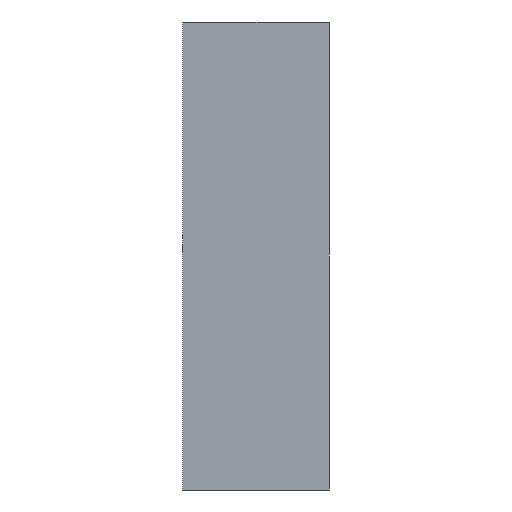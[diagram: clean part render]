
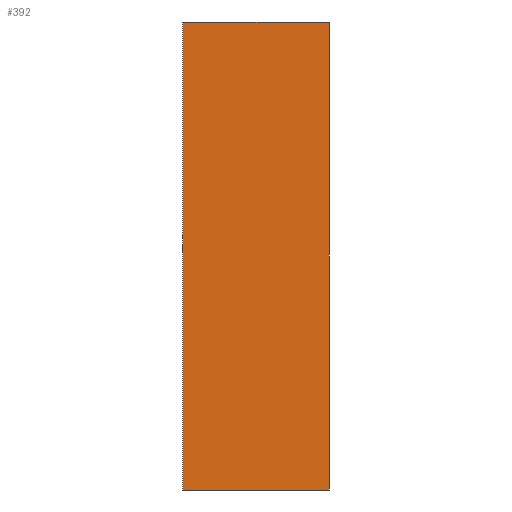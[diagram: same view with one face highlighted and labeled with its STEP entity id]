
A CAD part, left-side view. The second image highlights one B-rep face of the part: STEP entity #392.
In plain terms, the highlighted planar face has unit normal (-1, 0, 0).
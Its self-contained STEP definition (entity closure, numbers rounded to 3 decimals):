
#7 = EDGE_CURVE ( 'NONE', #495, #396, #250, .T. ) ;
#25 = EDGE_LOOP ( 'NONE', ( #276, #272, #191, #465 ) ) ;
#72 = FACE_OUTER_BOUND ( 'NONE', #25, .T. ) ;
#80 = VERTEX_POINT ( 'NONE', #407 ) ;
#95 = LINE ( 'NONE', #285, #186 ) ;
#97 = CARTESIAN_POINT ( 'NONE',  ( -1.6, -0.001, 0.8 ) ) ;
#101 = DIRECTION ( 'NONE',  ( 0., -1., 0. ) ) ;
#106 = CARTESIAN_POINT ( 'NONE',  ( -1.6, -0.001, 0.8 ) ) ;
#117 = VECTOR ( 'NONE', #101, 1000. ) ;
#142 = CARTESIAN_POINT ( 'NONE',  ( -1.6, 0.5, 0.8 ) ) ;
#154 = VECTOR ( 'NONE', #369, 1000. ) ;
#181 = DIRECTION ( 'NONE',  ( 0., 0., -1. ) ) ;
#186 = VECTOR ( 'NONE', #211, 1000. ) ;
#188 = CARTESIAN_POINT ( 'NONE',  ( -1.6, 0.5, 0.8 ) ) ;
#191 = ORIENTED_EDGE ( 'NONE', *, *, #448, .F. ) ;
#211 = DIRECTION ( 'NONE',  ( 0., -1., 0. ) ) ;
#213 = LINE ( 'NONE', #323, #117 ) ;
#250 = LINE ( 'NONE', #188, #154 ) ;
#252 = PLANE ( 'NONE',  #411 ) ;
#267 = VECTOR ( 'NONE', #290, 1000. ) ;
#272 = ORIENTED_EDGE ( 'NONE', *, *, #393, .F. ) ;
#276 = ORIENTED_EDGE ( 'NONE', *, *, #340, .T. ) ;
#285 = CARTESIAN_POINT ( 'NONE',  ( -1.6, 0.5, -0.8 ) ) ;
#290 = DIRECTION ( 'NONE',  ( 0., 0., -1. ) ) ;
#323 = CARTESIAN_POINT ( 'NONE',  ( -1.6, 0.5, 0.8 ) ) ;
#340 = EDGE_CURVE ( 'NONE', #495, #80, #95, .T. ) ;
#369 = DIRECTION ( 'NONE',  ( 0., 0., 1. ) ) ;
#392 = ADVANCED_FACE ( 'NONE', ( #72 ), #252, .F. ) ;
#393 = EDGE_CURVE ( 'NONE', #460, #80, #447, .T. ) ;
#396 = VERTEX_POINT ( 'NONE', #142 ) ;
#401 = DIRECTION ( 'NONE',  ( 1., 0., 0. ) ) ;
#407 = CARTESIAN_POINT ( 'NONE',  ( -1.6, -0.001, -0.8 ) ) ;
#410 = CARTESIAN_POINT ( 'NONE',  ( -1.6, 0.5, -0.8 ) ) ;
#411 = AXIS2_PLACEMENT_3D ( 'NONE', #438, #401, #181 ) ;
#438 = CARTESIAN_POINT ( 'NONE',  ( -1.6, 0.5, 0.8 ) ) ;
#447 = LINE ( 'NONE', #106, #267 ) ;
#448 = EDGE_CURVE ( 'NONE', #396, #460, #213, .T. ) ;
#460 = VERTEX_POINT ( 'NONE', #97 ) ;
#465 = ORIENTED_EDGE ( 'NONE', *, *, #7, .F. ) ;
#495 = VERTEX_POINT ( 'NONE', #410 ) ;
